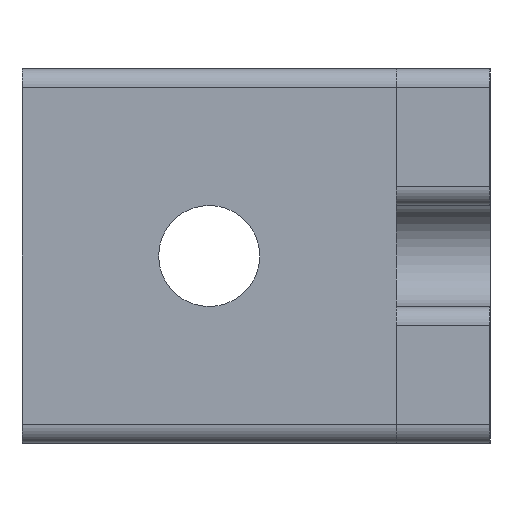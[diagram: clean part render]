
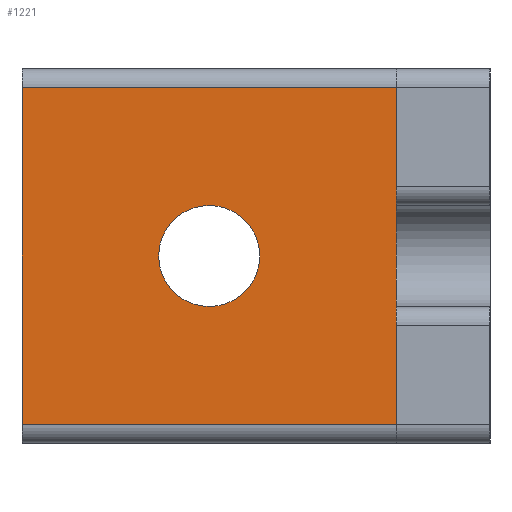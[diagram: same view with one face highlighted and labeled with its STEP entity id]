
A CAD part, left-side view. The second image highlights one B-rep face of the part: STEP entity #1221.
In plain terms, the highlighted planar face has unit normal (-1, 0, 0).
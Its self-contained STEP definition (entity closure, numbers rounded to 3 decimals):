
#35 = ORIENTED_EDGE ( 'NONE', *, *, #301, .T. ) ;
#74 = CARTESIAN_POINT ( 'NONE',  ( -5.5, 25., 9. ) ) ;
#79 = DIRECTION ( 'NONE',  ( 1., 0., 0. ) ) ;
#107 = FACE_BOUND ( 'NONE', #1039, .T. ) ;
#118 = PLANE ( 'NONE',  #1293 ) ;
#130 = VERTEX_POINT ( 'NONE', #379 ) ;
#154 = CARTESIAN_POINT ( 'NONE',  ( -5.5, 25., 9. ) ) ;
#156 = CIRCLE ( 'NONE', #980, 2.7 ) ;
#170 = ORIENTED_EDGE ( 'NONE', *, *, #291, .T. ) ;
#208 = VERTEX_POINT ( 'NONE', #1215 ) ;
#234 = EDGE_CURVE ( 'NONE', #130, #1251, #257, .T. ) ;
#257 = LINE ( 'NONE', #1145, #506 ) ;
#264 = DIRECTION ( 'NONE',  ( 1., 0., 0. ) ) ;
#272 = ORIENTED_EDGE ( 'NONE', *, *, #309, .F. ) ;
#291 = EDGE_CURVE ( 'NONE', #743, #996, #156, .T. ) ;
#301 = EDGE_CURVE ( 'NONE', #1251, #976, #1231, .T. ) ;
#309 = EDGE_CURVE ( 'NONE', #208, #976, #446, .T. ) ;
#313 = EDGE_CURVE ( 'NONE', #208, #130, #1193, .T. ) ;
#332 = DIRECTION ( 'NONE',  ( 0., 0., -1. ) ) ;
#337 = CARTESIAN_POINT ( 'NONE',  ( -5.5, 5., 9. ) ) ;
#360 = CIRCLE ( 'NONE', #960, 2.7 ) ;
#364 = ORIENTED_EDGE ( 'NONE', *, *, #234, .T. ) ;
#373 = EDGE_LOOP ( 'NONE', ( #364, #35, #272, #495 ) ) ;
#379 = CARTESIAN_POINT ( 'NONE',  ( -5.5, 5., -9. ) ) ;
#396 = CARTESIAN_POINT ( 'NONE',  ( -5.5, 15., 2.7 ) ) ;
#399 = VECTOR ( 'NONE', #1040, 1000. ) ;
#420 = FACE_OUTER_BOUND ( 'NONE', #373, .T. ) ;
#446 = LINE ( 'NONE', #792, #399 ) ;
#495 = ORIENTED_EDGE ( 'NONE', *, *, #313, .T. ) ;
#500 = EDGE_CURVE ( 'NONE', #996, #743, #360, .T. ) ;
#506 = VECTOR ( 'NONE', #676, 1000. ) ;
#562 = DIRECTION ( 'NONE',  ( 0., -1., 0. ) ) ;
#650 = ORIENTED_EDGE ( 'NONE', *, *, #500, .T. ) ;
#654 = CARTESIAN_POINT ( 'NONE',  ( -5.5, 10., -10. ) ) ;
#676 = DIRECTION ( 'NONE',  ( 0., 0., 1. ) ) ;
#687 = CARTESIAN_POINT ( 'NONE',  ( -5.5, 10., -9. ) ) ;
#717 = CARTESIAN_POINT ( 'NONE',  ( -5.5, 15., 0. ) ) ;
#743 = VERTEX_POINT ( 'NONE', #860 ) ;
#792 = CARTESIAN_POINT ( 'NONE',  ( -5.5, 25., 0. ) ) ;
#817 = DIRECTION ( 'NONE',  ( 0., 0., -1. ) ) ;
#860 = CARTESIAN_POINT ( 'NONE',  ( -5.5, 15., -2.7 ) ) ;
#888 = CARTESIAN_POINT ( 'NONE',  ( -5.5, 15., 0. ) ) ;
#938 = DIRECTION ( 'NONE',  ( 1., 0., 0. ) ) ;
#947 = VECTOR ( 'NONE', #1161, 1000. ) ;
#960 = AXIS2_PLACEMENT_3D ( 'NONE', #717, #79, #817 ) ;
#976 = VERTEX_POINT ( 'NONE', #74 ) ;
#980 = AXIS2_PLACEMENT_3D ( 'NONE', #888, #264, #1312 ) ;
#996 = VERTEX_POINT ( 'NONE', #396 ) ;
#1039 = EDGE_LOOP ( 'NONE', ( #170, #650 ) ) ;
#1040 = DIRECTION ( 'NONE',  ( 0., 0., 1. ) ) ;
#1145 = CARTESIAN_POINT ( 'NONE',  ( -5.5, 5., -10. ) ) ;
#1161 = DIRECTION ( 'NONE',  ( 0., 1., 0. ) ) ;
#1166 = VECTOR ( 'NONE', #562, 1000. ) ;
#1193 = LINE ( 'NONE', #687, #1166 ) ;
#1215 = CARTESIAN_POINT ( 'NONE',  ( -5.5, 25., -9. ) ) ;
#1221 = ADVANCED_FACE ( 'NONE', ( #107, #420 ), #118, .F. ) ;
#1231 = LINE ( 'NONE', #154, #947 ) ;
#1251 = VERTEX_POINT ( 'NONE', #337 ) ;
#1293 = AXIS2_PLACEMENT_3D ( 'NONE', #654, #938, #332 ) ;
#1312 = DIRECTION ( 'NONE',  ( 0., 0., -1. ) ) ;
